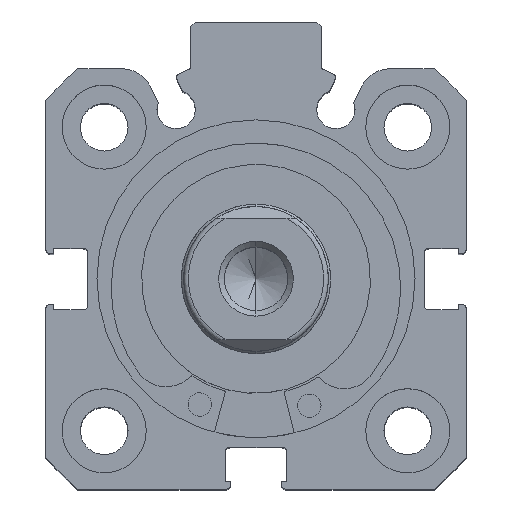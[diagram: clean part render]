
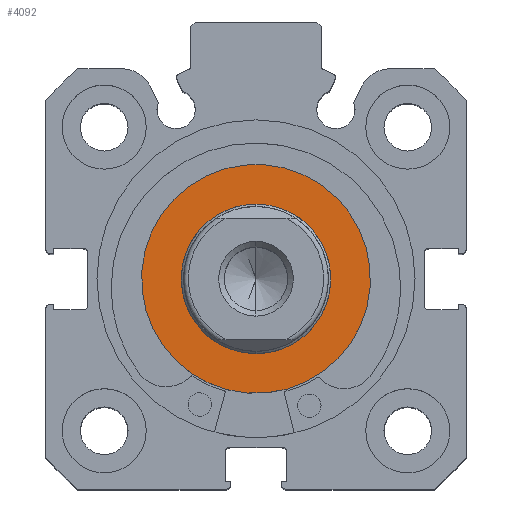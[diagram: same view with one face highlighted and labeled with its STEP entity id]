
A CAD part, top view. The second image highlights one B-rep face of the part: STEP entity #4092.
In plain terms, the highlighted face is planar.
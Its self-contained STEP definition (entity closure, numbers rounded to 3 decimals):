
#507 = EDGE_CURVE ( 'NONE', #2448, #2439, #1648, .T. ) ;
#510 = EDGE_CURVE ( 'NONE', #2439, #2448, #1651, .T. ) ;
#512 = EDGE_CURVE ( 'NONE', #2441, #2455, #1654, .T. ) ;
#525 = EDGE_CURVE ( 'NONE', #2455, #2441, #1676, .T. ) ;
#686 = ORIENTED_EDGE ( 'NONE', *, *, #507, .F. ) ;
#1648 = CIRCLE ( 'NONE', #1975, 8. ) ;
#1651 = CIRCLE ( 'NONE', #1963, 8. ) ;
#1654 = CIRCLE ( 'NONE', #1978, 12.25 ) ;
#1676 = CIRCLE ( 'NONE', #1983, 12.25 ) ;
#1786 = FACE_BOUND ( 'NONE', #3967, .T. ) ;
#1792 = FACE_OUTER_BOUND ( 'NONE', #3992, .T. ) ;
#1963 = AXIS2_PLACEMENT_3D ( 'NONE', #4669, #4672, #4673 ) ;
#1975 = AXIS2_PLACEMENT_3D ( 'NONE', #4643, #4665, #4666 ) ;
#1978 = AXIS2_PLACEMENT_3D ( 'NONE', #4671, #4678, #4679 ) ;
#1983 = AXIS2_PLACEMENT_3D ( 'NONE', #4699, #4708, #4709 ) ;
#2039 = AXIS2_PLACEMENT_3D ( 'NONE', #5161, #5163, #5164 ) ;
#2439 = VERTEX_POINT ( 'NONE', #5014 ) ;
#2441 = VERTEX_POINT ( 'NONE', #5016 ) ;
#2448 = VERTEX_POINT ( 'NONE', #5023 ) ;
#2455 = VERTEX_POINT ( 'NONE', #5030 ) ;
#3569 = ORIENTED_EDGE ( 'NONE', *, *, #512, .T. ) ;
#3642 = ORIENTED_EDGE ( 'NONE', *, *, #525, .T. ) ;
#3664 = ORIENTED_EDGE ( 'NONE', *, *, #510, .F. ) ;
#3967 = EDGE_LOOP ( 'NONE', ( #686, #3664 ) ) ;
#3992 = EDGE_LOOP ( 'NONE', ( #3642, #3569 ) ) ;
#4092 = ADVANCED_FACE ( 'NONE', ( #1786, #1792 ), #5162, .F. ) ;
#4643 = CARTESIAN_POINT ( 'NONE',  ( 0., 0., 0. ) ) ;
#4665 = DIRECTION ( 'NONE',  ( -1., 0., 0. ) ) ;
#4666 = DIRECTION ( 'NONE',  ( 0., 0., 1. ) ) ;
#4669 = CARTESIAN_POINT ( 'NONE',  ( 0., 0., 0. ) ) ;
#4671 = CARTESIAN_POINT ( 'NONE',  ( 0., 0., 0. ) ) ;
#4672 = DIRECTION ( 'NONE',  ( -1., 0., 0. ) ) ;
#4673 = DIRECTION ( 'NONE',  ( 0., 0., 1. ) ) ;
#4678 = DIRECTION ( 'NONE',  ( -1., 0., 0. ) ) ;
#4679 = DIRECTION ( 'NONE',  ( 0., 0., 1. ) ) ;
#4699 = CARTESIAN_POINT ( 'NONE',  ( 0., 0., 0. ) ) ;
#4708 = DIRECTION ( 'NONE',  ( -1., 0., 0. ) ) ;
#4709 = DIRECTION ( 'NONE',  ( 0., 0., 1. ) ) ;
#5014 = CARTESIAN_POINT ( 'NONE',  ( 0., 0., -8. ) ) ;
#5016 = CARTESIAN_POINT ( 'NONE',  ( 0., 0., -12.25 ) ) ;
#5023 = CARTESIAN_POINT ( 'NONE',  ( 0., 0., 8. ) ) ;
#5030 = CARTESIAN_POINT ( 'NONE',  ( 0., 0., 12.25 ) ) ;
#5161 = CARTESIAN_POINT ( 'NONE',  ( 0., 12.25, 0. ) ) ;
#5162 = PLANE ( 'NONE',  #2039 ) ;
#5163 = DIRECTION ( 'NONE',  ( 1., 0., 0. ) ) ;
#5164 = DIRECTION ( 'NONE',  ( 0., 0., -1. ) ) ;
